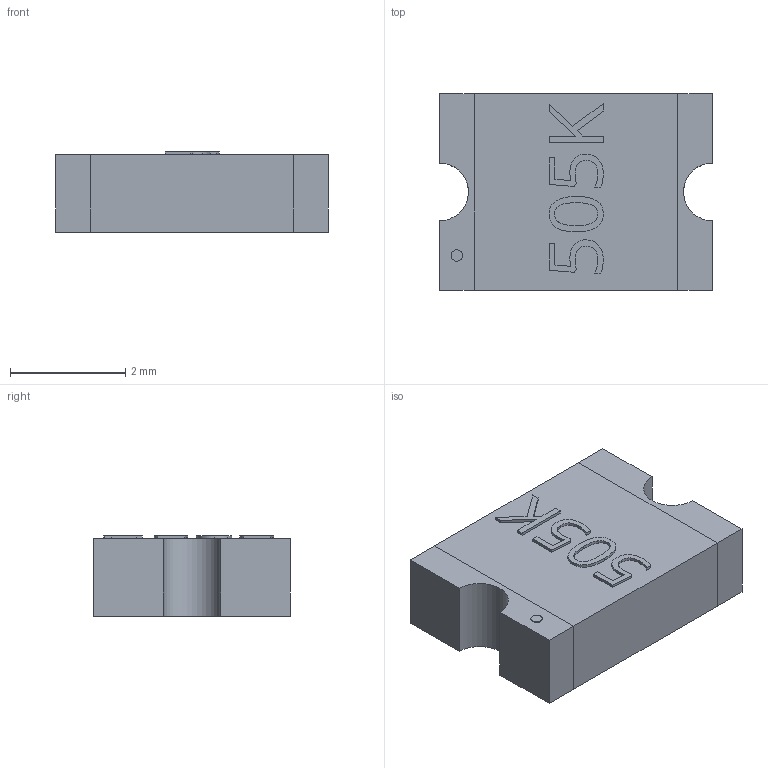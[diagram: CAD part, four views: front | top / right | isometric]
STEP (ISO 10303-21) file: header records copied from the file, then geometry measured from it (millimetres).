
FILE_DESCRIPTION(('FreeCAD Model'),'2;1');
FILE_NAME( 'F1812-505k.step', '2016-07-22T12:14:56',(''),(''),'Open CASCADE STEP processor 6.8', 'FreeCAD','Unknown');
FILE_SCHEMA(('AUTOMOTIVE_DESIGN_CC2 { 1 2 10303 214 -1 1 5 4 }'));
Length unit declared in the file: inch
Products named in the file (2): ASSEMBLY; F1812-505k
Assembly tree (1 placements, depth 2):
  ASSEMBLY
    F1812-505k
Bounding box: 4.73 x 3.41 x 1.39 mm (x, y, z)
Volume: 20.6 mm3; surface area: 54.9 mm2
Topology: 1 solids, 1 shells, 94 faces, 244 edges, 158 vertices
Faces by surface type: bspline 70, plane 21, cylinder 3
Full cylindrical faces by diameter (mm): 0.2 x1
Entity records: 6481 total; most frequent: CARTESIAN_POINT 2202, B_SPLINE_CURVE_WITH_KNOTS 594, ORIENTED_EDGE 488, PCURVE 488, DEFINITIONAL_REPRESENTATION 488, EDGE_CURVE 244, SURFACE_CURVE 243, DIRECTION 194
